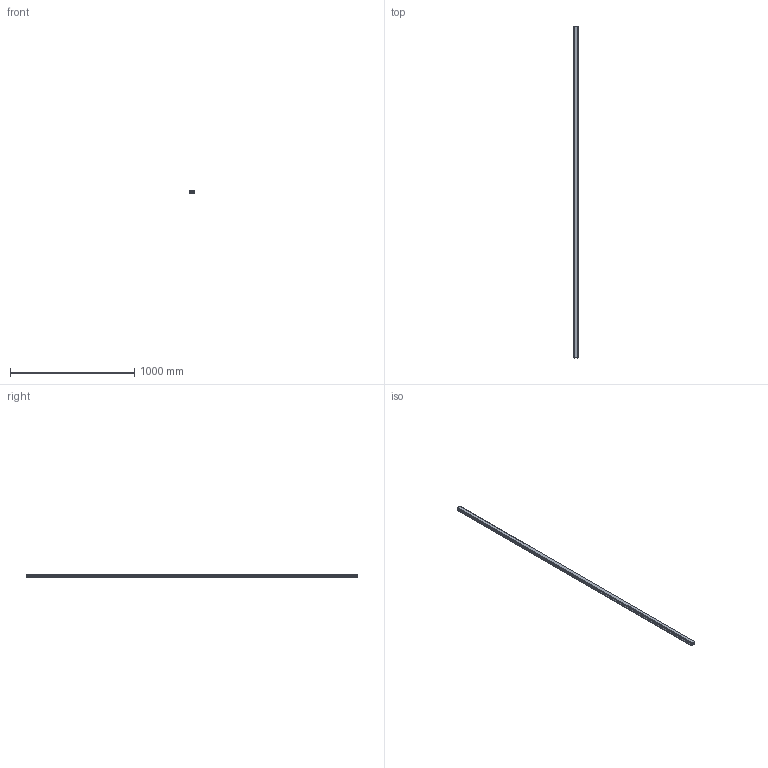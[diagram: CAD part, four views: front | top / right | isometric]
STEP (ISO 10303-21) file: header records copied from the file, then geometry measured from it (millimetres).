
FILE_DESCRIPTION(('STEP AP214'),'1');
FILE_NAME('cctmp_2F7603BB-9620-4156-A8E8-6C3B18BC4222_2021_01_27_11_10_52_0348..stp','2021-01-27T10:10:52',('HIWIN GmbH'),('CADClick - www.CADClick.com'),'Spatial InterOp 3D',' ','unknown authorization');
FILE_SCHEMA(('AUTOMOTIVE_DESIGN'));
Length unit declared in the file: millimetre
Products named in the file (1): HGR35T2670C_FILE
Bounding box: 34 x 2670 x 29 mm (x, y, z)
Volume: 2251665.3 mm3; surface area: 362089.6 mm2
Topology: 1 solids, 1 shells, 251 faces, 667 edges, 388 vertices
Faces by surface type: plane 93, cylinder 90, cone 68
Entity records: 9273 total; most frequent: DIRECTION 1283, CARTESIAN_POINT 1239, ORIENTED_EDGE 1198, EDGE_CURVE 599, AXIS2_PLACEMENT_3D 432, LINE 419, VECTOR 419, VERTEX_POINT 388
